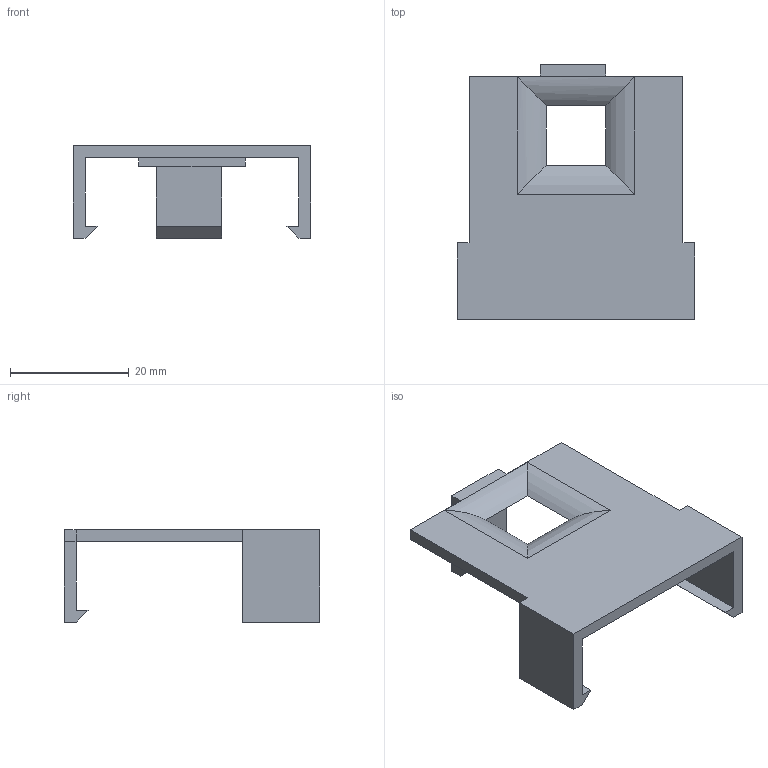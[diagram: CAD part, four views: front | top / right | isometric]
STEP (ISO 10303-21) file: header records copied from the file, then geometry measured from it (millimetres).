
FILE_DESCRIPTION(/* description */ (''),/* implementation_level */ '2;1');
FILE_NAME(/* name */ 'Open_AIR_Sensor_Housing_Duco_Top_B.step',/* time_stamp */ '2024-04-27T11:32:26+02:00',/* author */ (''),/* organization */ (''),/* preprocessor_version */ 'ST-DEVELOPER v20',/* originating_system */ 'Autodesk Translation Framework v12.20.1.177',/* authorisation */ '');
FILE_SCHEMA (('AUTOMOTIVE_DESIGN { 1 0 10303 214 3 1 1 }'));
Length unit declared in the file: millimetre
Products named in the file (1): Open AIR RH Sensor Top
Bounding box: 40 x 43.02 x 15.57 mm (x, y, z)
Volume: 3932.1 mm3; surface area: 4605.5 mm2
Topology: 1 solids, 1 shells, 43 faces, 116 edges, 76 vertices
Faces by surface type: plane 39, cylinder 4
Entity records: 1366 total; most frequent: CARTESIAN_POINT 236, ORIENTED_EDGE 232, DIRECTION 208, EDGE_CURVE 116, LINE 112, VECTOR 112, VERTEX_POINT 76, AXIS2_PLACEMENT_3D 48
